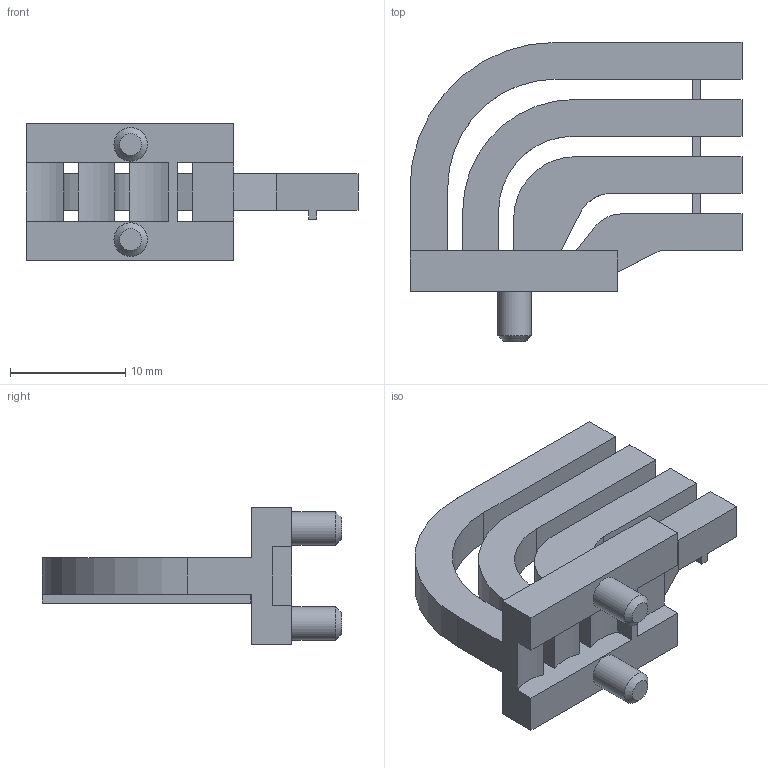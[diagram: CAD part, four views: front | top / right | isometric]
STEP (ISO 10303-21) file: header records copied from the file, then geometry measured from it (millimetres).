
FILE_DESCRIPTION(/* description */ (''),/* implementation_level */ '2;1');
FILE_NAME(/* name */ 'LPF-S014331S.step',/* time_stamp */ '2017-05-16T16:45:26+10:00',/* author */ (''),/* organization */ (''),/* preprocessor_version */ 'ST-DEVELOPER v16.13',/* originating_system */ 'Autodesk Translation Framework v6.1.1.50',/* authorisation */ '');
FILE_SCHEMA (('AUTOMOTIVE_DESIGN { 1 0 10303 214 3 1 1 }'));
Length unit declared in the file: millimetre
Products named in the file (1): LPF-S014331S v2
Bounding box: 28.75 x 25.9 x 11.94 mm (x, y, z)
Volume: 1751.3 mm3; surface area: 2208.1 mm2
Topology: 1 solids, 1 shells, 69 faces, 211 edges, 134 vertices
Faces by surface type: plane 55, cylinder 12, cone 2
Full cylindrical faces by diameter (mm): 2.9 x2
Entity records: 2344 total; most frequent: ORIENTED_EDGE 414, CARTESIAN_POINT 411, DIRECTION 373, EDGE_CURVE 207, LINE 181, VECTOR 181, VERTEX_POINT 134, AXIS2_PLACEMENT_3D 96
